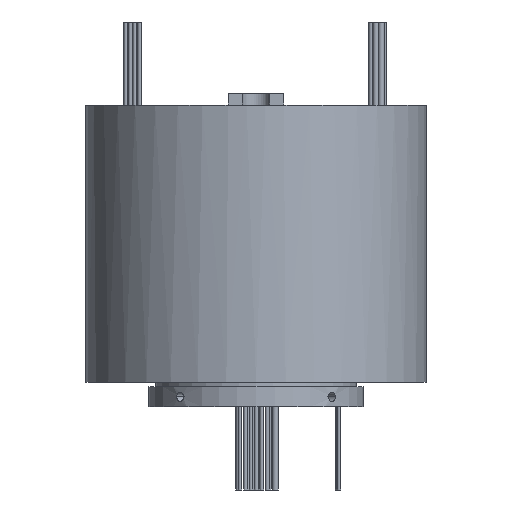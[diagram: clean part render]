
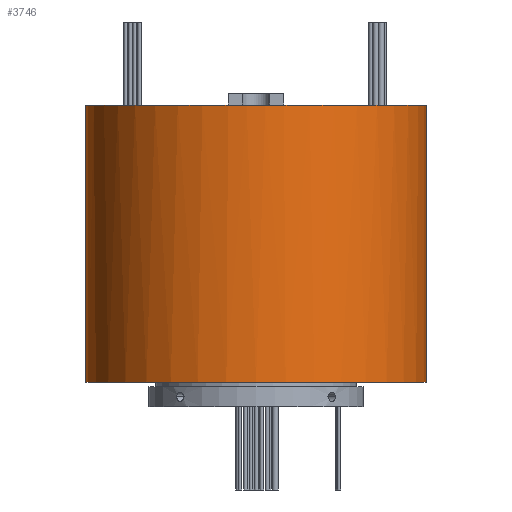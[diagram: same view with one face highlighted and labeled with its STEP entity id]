
A CAD part, front view. The second image highlights one B-rep face of the part: STEP entity #3746.
In plain terms, the highlighted cylindrical face has radius 59.5 mm (diameter 119 mm), a partial arc.
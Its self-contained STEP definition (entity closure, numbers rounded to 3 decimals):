
#22 = CARTESIAN_POINT ( 'NONE',  ( 59.5, 0., 105.4 ) ) ;
#173 = LINE ( 'NONE', #4738, #4483 ) ;
#214 = VERTEX_POINT ( 'NONE', #3456 ) ;
#343 = CARTESIAN_POINT ( 'NONE',  ( 0., 0., 105.4 ) ) ;
#514 = ORIENTED_EDGE ( 'NONE', *, *, #3676, .T. ) ;
#556 = VERTEX_POINT ( 'NONE', #3645 ) ;
#638 = FACE_OUTER_BOUND ( 'NONE', #4406, .T. ) ;
#654 = AXIS2_PLACEMENT_3D ( 'NONE', #5931, #2568, #6474 ) ;
#702 = ORIENTED_EDGE ( 'NONE', *, *, #1678, .F. ) ;
#767 = CARTESIAN_POINT ( 'NONE',  ( 0., 0., 105.4 ) ) ;
#1236 = DIRECTION ( 'NONE',  ( 0., 0., 1. ) ) ;
#1347 = DIRECTION ( 'NONE',  ( 1., 0., 0. ) ) ;
#1356 = LINE ( 'NONE', #5436, #4150 ) ;
#1393 = DIRECTION ( 'NONE',  ( 0., 0., -1. ) ) ;
#1458 = ORIENTED_EDGE ( 'NONE', *, *, #4455, .F. ) ;
#1669 = VERTEX_POINT ( 'NONE', #6240 ) ;
#1678 = EDGE_CURVE ( 'NONE', #214, #1669, #3319, .T. ) ;
#1797 = CARTESIAN_POINT ( 'NONE',  ( 59.5, 0., 8.6 ) ) ;
#2086 = ORIENTED_EDGE ( 'NONE', *, *, #5289, .F. ) ;
#2090 = DIRECTION ( 'NONE',  ( 0., 0., -1. ) ) ;
#2116 = CIRCLE ( 'NONE', #2496, 59.5 ) ;
#2209 = AXIS2_PLACEMENT_3D ( 'NONE', #343, #5967, #6495 ) ;
#2496 = AXIS2_PLACEMENT_3D ( 'NONE', #767, #4694, #1347 ) ;
#2525 = DIRECTION ( 'NONE',  ( 0., 0., 1. ) ) ;
#2568 = DIRECTION ( 'NONE',  ( 0., 0., 1. ) ) ;
#2613 = EDGE_CURVE ( 'NONE', #556, #3058, #3655, .T. ) ;
#3058 = VERTEX_POINT ( 'NONE', #1797 ) ;
#3259 = AXIS2_PLACEMENT_3D ( 'NONE', #5875, #2525, #6425 ) ;
#3280 = CYLINDRICAL_SURFACE ( 'NONE', #2209, 59.5 ) ;
#3319 = CIRCLE ( 'NONE', #6951, 59.5 ) ;
#3456 = CARTESIAN_POINT ( 'NONE',  ( -9.75, -58.696, 105.4 ) ) ;
#3645 = CARTESIAN_POINT ( 'NONE',  ( -59.5, 0., 8.6 ) ) ;
#3655 = CIRCLE ( 'NONE', #3259, 59.5 ) ;
#3676 = EDGE_CURVE ( 'NONE', #4900, #556, #1356, .T. ) ;
#3746 = ADVANCED_FACE ( 'NONE', ( #638 ), #3280, .T. ) ;
#4150 = VECTOR ( 'NONE', #2090, 1000. ) ;
#4406 = EDGE_LOOP ( 'NONE', ( #6378, #1458, #702, #2086, #514, #6185 ) ) ;
#4455 = EDGE_CURVE ( 'NONE', #1669, #5586, #6850, .T. ) ;
#4483 = VECTOR ( 'NONE', #1393, 1000. ) ;
#4599 = CARTESIAN_POINT ( 'NONE',  ( 0., 0., 105.4 ) ) ;
#4694 = DIRECTION ( 'NONE',  ( 0., 0., 1. ) ) ;
#4738 = CARTESIAN_POINT ( 'NONE',  ( 59.5, 0., 105.4 ) ) ;
#4900 = VERTEX_POINT ( 'NONE', #5259 ) ;
#5156 = DIRECTION ( 'NONE',  ( 1., 0., 0. ) ) ;
#5259 = CARTESIAN_POINT ( 'NONE',  ( -59.5, 0., 105.4 ) ) ;
#5289 = EDGE_CURVE ( 'NONE', #4900, #214, #2116, .T. ) ;
#5436 = CARTESIAN_POINT ( 'NONE',  ( -59.5, 0., 105.4 ) ) ;
#5586 = VERTEX_POINT ( 'NONE', #22 ) ;
#5875 = CARTESIAN_POINT ( 'NONE',  ( 0., 0., 8.6 ) ) ;
#5931 = CARTESIAN_POINT ( 'NONE',  ( 0., 0., 105.4 ) ) ;
#5967 = DIRECTION ( 'NONE',  ( 0., 0., -1. ) ) ;
#6185 = ORIENTED_EDGE ( 'NONE', *, *, #2613, .T. ) ;
#6240 = CARTESIAN_POINT ( 'NONE',  ( 9.75, -58.696, 105.4 ) ) ;
#6378 = ORIENTED_EDGE ( 'NONE', *, *, #6942, .F. ) ;
#6425 = DIRECTION ( 'NONE',  ( 1., 0., 0. ) ) ;
#6474 = DIRECTION ( 'NONE',  ( 1., 0., 0. ) ) ;
#6495 = DIRECTION ( 'NONE',  ( -1., 0., 0. ) ) ;
#6850 = CIRCLE ( 'NONE', #654, 59.5 ) ;
#6942 = EDGE_CURVE ( 'NONE', #5586, #3058, #173, .T. ) ;
#6951 = AXIS2_PLACEMENT_3D ( 'NONE', #4599, #1236, #5156 ) ;
